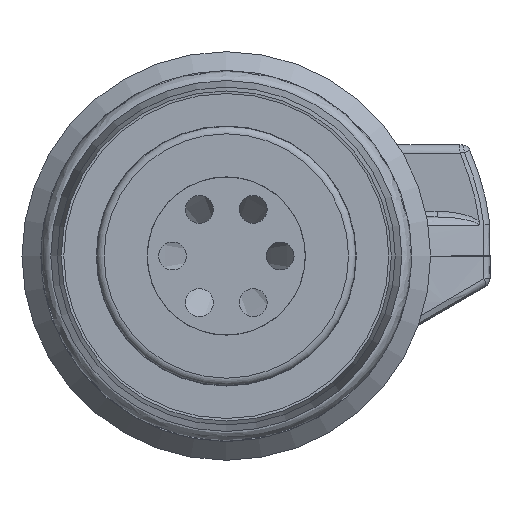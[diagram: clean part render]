
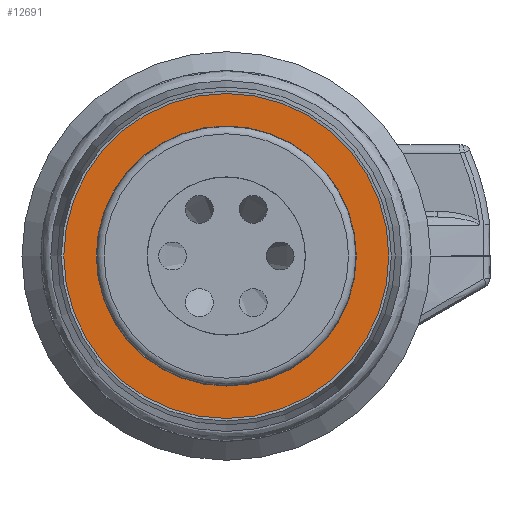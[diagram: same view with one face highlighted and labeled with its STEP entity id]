
A CAD part, left-side view. The second image highlights one B-rep face of the part: STEP entity #12691.
In plain terms, the highlighted planar face has unit normal (-1, 0, 0).
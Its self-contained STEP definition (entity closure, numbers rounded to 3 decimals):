
#233 = EDGE_LOOP ( 'NONE', ( #14100 ) ) ;
#884 = AXIS2_PLACEMENT_3D ( 'NONE', #9519, #13082, #4419 ) ;
#2096 = DIRECTION ( 'NONE',  ( -1., 0., 0. ) ) ;
#4419 = DIRECTION ( 'NONE',  ( 0., 0., -1. ) ) ;
#5911 = FACE_BOUND ( 'NONE', #10677, .T. ) ;
#6757 = CARTESIAN_POINT ( 'NONE',  ( -1.317, 0., 0. ) ) ;
#7310 = VERTEX_POINT ( 'NONE', #17901 ) ;
#8512 = EDGE_CURVE ( 'NONE', #19997, #19997, #19767, .T. ) ;
#9086 = DIRECTION ( 'NONE',  ( 0., 0., 1. ) ) ;
#9268 = EDGE_CURVE ( 'NONE', #7310, #7310, #12461, .T. ) ;
#9519 = CARTESIAN_POINT ( 'NONE',  ( -1.317, 6.98, 0. ) ) ;
#9677 = ORIENTED_EDGE ( 'NONE', *, *, #9268, .F. ) ;
#10677 = EDGE_LOOP ( 'NONE', ( #9677 ) ) ;
#12461 = CIRCLE ( 'NONE', #14651, 6.98 ) ;
#12691 = ADVANCED_FACE ( 'NONE', ( #5911, #21645 ), #12966, .F. ) ;
#12966 = PLANE ( 'NONE',  #884 ) ;
#13082 = DIRECTION ( 'NONE',  ( 1., 0., 0. ) ) ;
#14100 = ORIENTED_EDGE ( 'NONE', *, *, #8512, .T. ) ;
#14651 = AXIS2_PLACEMENT_3D ( 'NONE', #6757, #2096, #9086 ) ;
#14852 = CARTESIAN_POINT ( 'NONE',  ( -1.317, 0., 8.75 ) ) ;
#14979 = DIRECTION ( 'NONE',  ( -1., 0., 0. ) ) ;
#15605 = CARTESIAN_POINT ( 'NONE',  ( -1.317, 0., 0. ) ) ;
#17314 = DIRECTION ( 'NONE',  ( 0., 0., 1. ) ) ;
#17901 = CARTESIAN_POINT ( 'NONE',  ( -1.317, 0., 6.98 ) ) ;
#19767 = CIRCLE ( 'NONE', #22299, 8.75 ) ;
#19997 = VERTEX_POINT ( 'NONE', #14852 ) ;
#21645 = FACE_OUTER_BOUND ( 'NONE', #233, .T. ) ;
#22299 = AXIS2_PLACEMENT_3D ( 'NONE', #15605, #14979, #17314 ) ;
